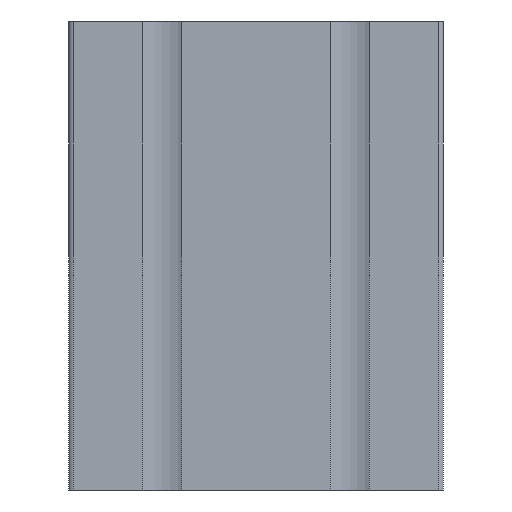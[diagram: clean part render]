
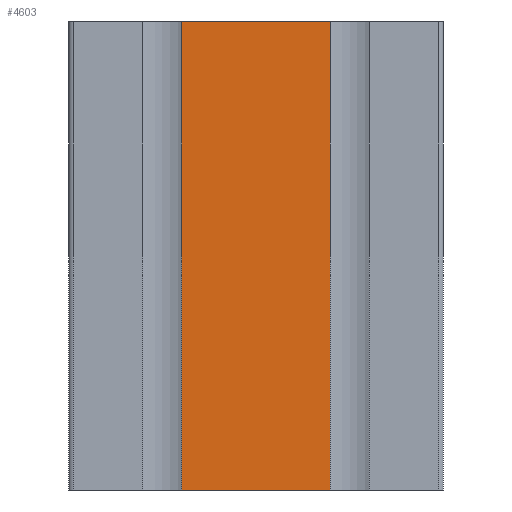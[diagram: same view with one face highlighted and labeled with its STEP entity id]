
A CAD part, left-side view. The second image highlights one B-rep face of the part: STEP entity #4603.
In plain terms, the highlighted planar face has unit normal (-1, 0, 0).
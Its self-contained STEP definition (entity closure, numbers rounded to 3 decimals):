
#4547=CARTESIAN_POINT('',(20.257,55.974,100.0));
#4548=VERTEX_POINT('',#4547);
#4555=CARTESIAN_POINT('',(20.257,55.974,0.0));
#4556=VERTEX_POINT('',#4555);
#4557=CARTESIAN_POINT('',(20.257,55.974,0.0));
#4558=DIRECTION('',(0.0,0.0,1.0));
#4559=VECTOR('',#4558,100.0);
#4560=LINE('',#4557,#4559);
#4561=EDGE_CURVE('',#4556,#4548,#4560,.T.);
#4573=CARTESIAN_POINT('',(20.257,55.974,0.0));
#4574=DIRECTION('',(-1.0,0.0,0.0));
#4575=DIRECTION('',(0.0,0.0,1.0));
#4576=AXIS2_PLACEMENT_3D('',#4573,#4574,#4575);
#4577=PLANE('',#4576);
#4578=CARTESIAN_POINT('',(20.257,87.674,100.0));
#4579=VERTEX_POINT('',#4578);
#4580=CARTESIAN_POINT('',(20.257,55.974,100.0));
#4581=DIRECTION('',(0.0,1.0,0.0));
#4582=VECTOR('',#4581,31.7);
#4583=LINE('',#4580,#4582);
#4584=EDGE_CURVE('',#4548,#4579,#4583,.T.);
#4585=ORIENTED_EDGE('',*,*,#4584,.T.);
#4586=CARTESIAN_POINT('',(20.257,87.674,0.0));
#4587=VERTEX_POINT('',#4586);
#4588=CARTESIAN_POINT('',(20.257,87.674,0.0));
#4589=DIRECTION('',(0.0,0.0,1.0));
#4590=VECTOR('',#4589,100.0);
#4591=LINE('',#4588,#4590);
#4592=EDGE_CURVE('',#4587,#4579,#4591,.T.);
#4593=ORIENTED_EDGE('',*,*,#4592,.F.);
#4594=CARTESIAN_POINT('',(20.257,55.974,0.0));
#4595=DIRECTION('',(0.0,1.0,0.0));
#4596=VECTOR('',#4595,31.7);
#4597=LINE('',#4594,#4596);
#4598=EDGE_CURVE('',#4556,#4587,#4597,.T.);
#4599=ORIENTED_EDGE('',*,*,#4598,.F.);
#4600=ORIENTED_EDGE('',*,*,#4561,.T.);
#4601=EDGE_LOOP('',(#4585,#4593,#4599,#4600));
#4602=FACE_OUTER_BOUND('',#4601,.T.);
#4603=ADVANCED_FACE('',(#4602),#4577,.T.);
